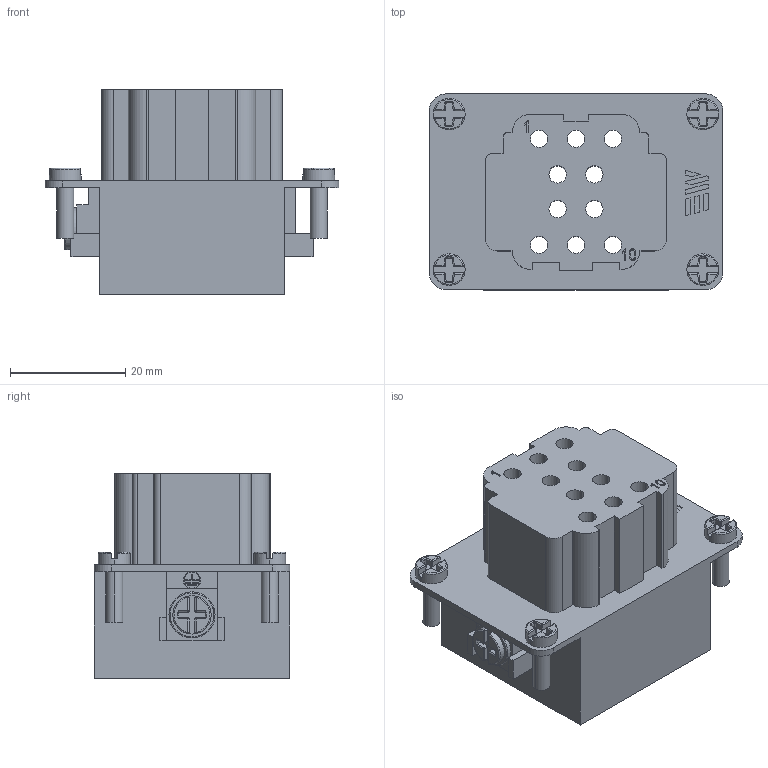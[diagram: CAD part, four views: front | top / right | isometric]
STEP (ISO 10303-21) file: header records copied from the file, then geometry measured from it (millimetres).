
FILE_DESCRIPTION (( 'STEP AP203' ), '1' );
FILE_NAME ('291203010.step', '2025-02-12T17:50:24', ( '' ), ( '' ), 'SwSTEP 2.0', 'SolidWorks 2024', '' );
FILE_SCHEMA (( 'CONFIG_CONTROL_DESIGN' ));
Length unit declared in the file: inch
Products named in the file (1): 291203010
Bounding box: 51 x 34 x 35.5 mm (x, y, z)
Volume: 32446.8 mm3; surface area: 12035.5 mm2
Topology: 1 solids, 1 shells, 417 faces, 1057 edges, 644 vertices
Faces by surface type: plane 199, cylinder 124, bspline 94
Entity records: 18516 total; most frequent: CARTESIAN_POINT 9085, ORIENTED_EDGE 2066, DIRECTION 1741, EDGE_CURVE 1033, VECTOR 649, LINE 649, VERTEX_POINT 644, AXIS2_PLACEMENT_3D 546
